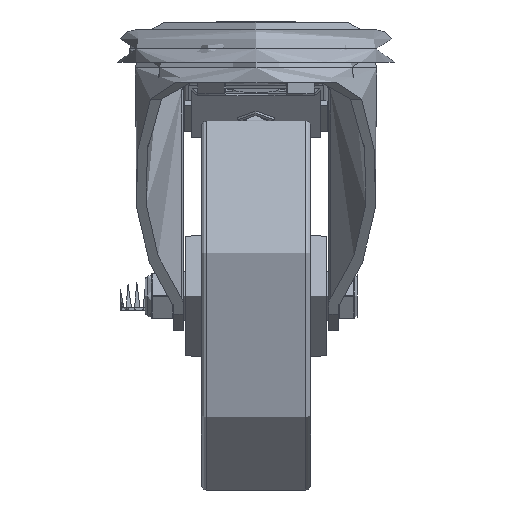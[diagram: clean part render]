
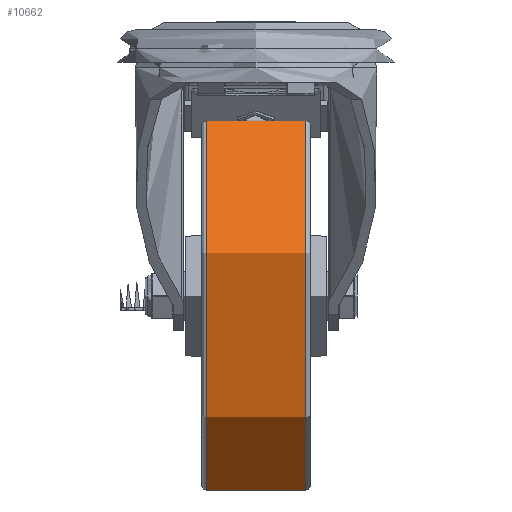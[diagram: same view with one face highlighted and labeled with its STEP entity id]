
A CAD part, left-side view. The second image highlights one B-rep face of the part: STEP entity #10662.
In plain terms, the highlighted cylindrical face has radius 80 mm (diameter 160 mm), a full revolution.
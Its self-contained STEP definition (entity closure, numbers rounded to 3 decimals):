
#1009=FACE_OUTER_BOUND('',#1635,.T.);
#1635=EDGE_LOOP('',(#7236,#7237,#7238,#7239));
#2326=LINE('',#15658,#3251);
#3251=VECTOR('',#12573,80.);
#4179=CIRCLE('',#11476,80.);
#4180=CIRCLE('',#11478,80.);
#4577=VERTEX_POINT('',#15653);
#4578=VERTEX_POINT('',#15657);
#5615=EDGE_CURVE('',#4577,#4577,#4179,.T.);
#5616=EDGE_CURVE('',#4577,#4578,#2326,.T.);
#5617=EDGE_CURVE('',#4578,#4578,#4180,.T.);
#7236=ORIENTED_EDGE('',*,*,#5615,.F.);
#7237=ORIENTED_EDGE('',*,*,#5616,.T.);
#7238=ORIENTED_EDGE('',*,*,#5617,.T.);
#7239=ORIENTED_EDGE('',*,*,#5616,.F.);
#10465=CYLINDRICAL_SURFACE('',#11477,80.);
#10662=ADVANCED_FACE('',(#1009),#10465,.T.);
#11476=AXIS2_PLACEMENT_3D('',#15655,#12569,#12570);
#11477=AXIS2_PLACEMENT_3D('',#15656,#12571,#12572);
#11478=AXIS2_PLACEMENT_3D('',#15659,#12574,#12575);
#12569=DIRECTION('center_axis',(0.,1.,0.));
#12570=DIRECTION('ref_axis',(0.,0.,1.));
#12571=DIRECTION('center_axis',(0.,1.,0.));
#12572=DIRECTION('ref_axis',(0.,0.,1.));
#12573=DIRECTION('',(0.,-1.,0.));
#12574=DIRECTION('center_axis',(0.,1.,0.));
#12575=DIRECTION('ref_axis',(0.,0.,1.));
#15653=CARTESIAN_POINT('',(0.,20.5,-80.));
#15655=CARTESIAN_POINT('Origin',(0.,20.5,0.));
#15656=CARTESIAN_POINT('Origin',(0.,0.,0.));
#15657=CARTESIAN_POINT('',(0.,-20.5,-80.));
#15658=CARTESIAN_POINT('',(0.,0.,
-80.));
#15659=CARTESIAN_POINT('Origin',(0.,-20.5,0.));
